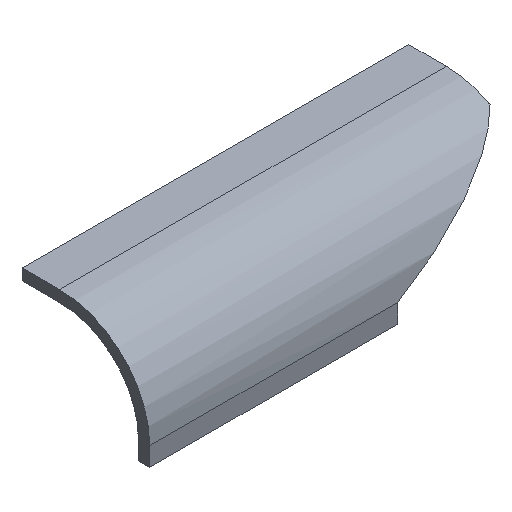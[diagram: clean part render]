
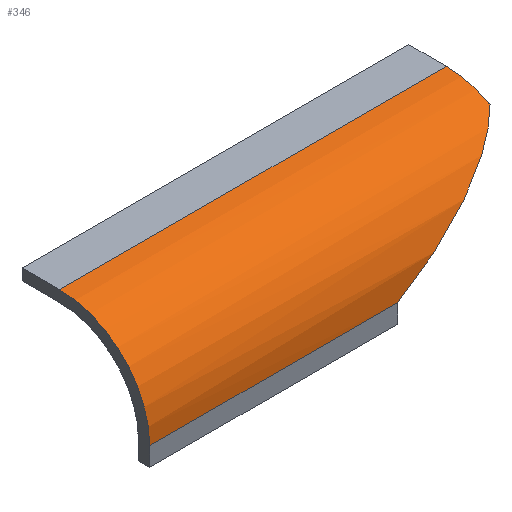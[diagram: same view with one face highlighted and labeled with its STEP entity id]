
A CAD part, isometric view. The second image highlights one B-rep face of the part: STEP entity #346.
In plain terms, the highlighted cylindrical face has radius 24 mm (diameter 48 mm), a partial arc.
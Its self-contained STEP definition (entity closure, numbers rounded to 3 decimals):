
#1 = DIRECTION ( 'NONE',  ( -1., 0., 0. ) ) ;
#5 = CARTESIAN_POINT ( 'NONE',  ( 95.363, -19.453, 16.666 ) ) ;
#26 = CARTESIAN_POINT ( 'NONE',  ( 66., -24., 0. ) ) ;
#30 = CARTESIAN_POINT ( 'NONE',  ( 214., 0., 0. ) ) ;
#34 = CARTESIAN_POINT ( 'NONE',  ( 66., -24., 0. ) ) ;
#44 = EDGE_CURVE ( 'NONE', #211, #173, #48, .T. ) ;
#48 = LINE ( 'NONE', #64, #96 ) ;
#56 = ORIENTED_EDGE ( 'NONE', *, *, #270, .T. ) ;
#64 = CARTESIAN_POINT ( 'NONE',  ( 214., 0., 24. ) ) ;
#96 = VECTOR ( 'NONE', #117, 1000. ) ;
#97 =( BOUNDED_CURVE ( )  B_SPLINE_CURVE ( 3, ( #26, #221, #5, #112 ),
 .UNSPECIFIED., .F., .T. ) 
 B_SPLINE_CURVE_WITH_KNOTS ( ( 4, 4 ),
 ( 1.571, 2.636 ),
 .UNSPECIFIED. ) 
 CURVE ( )  GEOMETRIC_REPRESENTATION_ITEM ( )  RATIONAL_B_SPLINE_CURVE ( ( 1., 0.908, 0.908, 1. ) ) 
 REPRESENTATION_ITEM ( '' )  );
#101 = CARTESIAN_POINT ( 'NONE',  ( 0., 0., 24. ) ) ;
#107 = DIRECTION ( 'NONE',  ( -1., 0., 0. ) ) ;
#108 = ORIENTED_EDGE ( 'NONE', *, *, #44, .T. ) ;
#112 = CARTESIAN_POINT ( 'NONE',  ( 103., -11.619, 21. ) ) ;
#113 = CARTESIAN_POINT ( 'NONE',  ( 103., 0., 0. ) ) ;
#114 = ORIENTED_EDGE ( 'NONE', *, *, #118, .F. ) ;
#116 = AXIS2_PLACEMENT_3D ( 'NONE', #255, #166, #341 ) ;
#117 = DIRECTION ( 'NONE',  ( -1., 0., 0. ) ) ;
#118 = EDGE_CURVE ( 'NONE', #261, #286, #126, .T. ) ;
#126 = LINE ( 'NONE', #248, #155 ) ;
#139 = CIRCLE ( 'NONE', #116, 24. ) ;
#141 = EDGE_LOOP ( 'NONE', ( #323, #229, #108, #56, #114 ) ) ;
#155 = VECTOR ( 'NONE', #214, 1000. ) ;
#161 = CARTESIAN_POINT ( 'NONE',  ( 103., -11.619, 21. ) ) ;
#166 = DIRECTION ( 'NONE',  ( 1., 0., 0. ) ) ;
#173 = VERTEX_POINT ( 'NONE', #101 ) ;
#207 = CIRCLE ( 'NONE', #269, 24. ) ;
#211 = VERTEX_POINT ( 'NONE', #227 ) ;
#214 = DIRECTION ( 'NONE',  ( -1., 0., 0. ) ) ;
#221 = CARTESIAN_POINT ( 'NONE',  ( 81.775, -24., 8.953 ) ) ;
#227 = CARTESIAN_POINT ( 'NONE',  ( 103., 0., 24. ) ) ;
#229 = ORIENTED_EDGE ( 'NONE', *, *, #340, .T. ) ;
#233 = CARTESIAN_POINT ( 'NONE',  ( 0., -24., 0. ) ) ;
#237 = EDGE_CURVE ( 'NONE', #261, #256, #97, .T. ) ;
#248 = CARTESIAN_POINT ( 'NONE',  ( 214., -24., 0. ) ) ;
#255 = CARTESIAN_POINT ( 'NONE',  ( 0., 0., 0. ) ) ;
#256 = VERTEX_POINT ( 'NONE', #161 ) ;
#261 = VERTEX_POINT ( 'NONE', #34 ) ;
#262 = DIRECTION ( 'NONE',  ( 0., 0., 1. ) ) ;
#269 = AXIS2_PLACEMENT_3D ( 'NONE', #113, #1, #335 ) ;
#270 = EDGE_CURVE ( 'NONE', #173, #286, #139, .T. ) ;
#283 = CYLINDRICAL_SURFACE ( 'NONE', #298, 24. ) ;
#286 = VERTEX_POINT ( 'NONE', #233 ) ;
#298 = AXIS2_PLACEMENT_3D ( 'NONE', #30, #107, #262 ) ;
#310 = FACE_OUTER_BOUND ( 'NONE', #141, .T. ) ;
#323 = ORIENTED_EDGE ( 'NONE', *, *, #237, .T. ) ;
#335 = DIRECTION ( 'NONE',  ( 0., 0., 1. ) ) ;
#340 = EDGE_CURVE ( 'NONE', #256, #211, #207, .T. ) ;
#341 = DIRECTION ( 'NONE',  ( 0., 0., -1. ) ) ;
#346 = ADVANCED_FACE ( 'NONE', ( #310 ), #283, .T. ) ;
